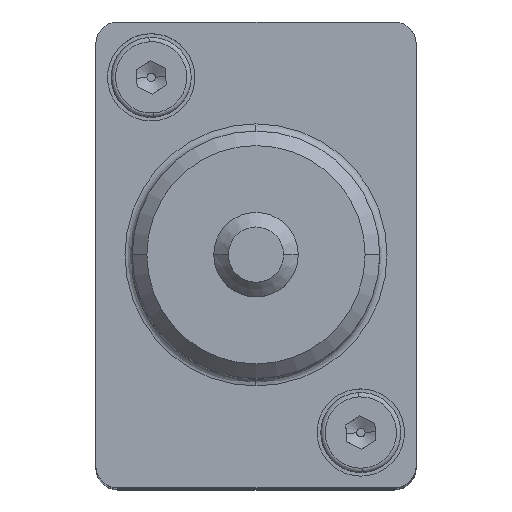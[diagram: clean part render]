
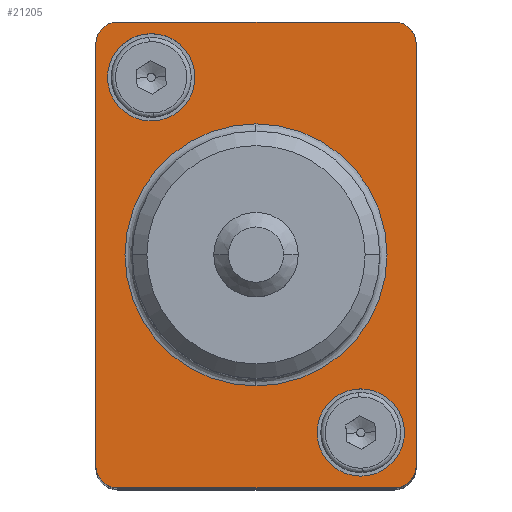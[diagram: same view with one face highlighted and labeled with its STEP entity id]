
A CAD part, top view. The second image highlights one B-rep face of the part: STEP entity #21205.
In plain terms, the highlighted face is planar.
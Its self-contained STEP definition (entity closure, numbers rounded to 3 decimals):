
#19961=CARTESIAN_POINT('',(7.2,3.75,15.2));
#19962=VERTEX_POINT('',#19961);
#19978=CARTESIAN_POINT('',(7.2,3.75,9.2));
#19979=VERTEX_POINT('',#19978);
#19986=CARTESIAN_POINT('',(7.2,3.75,12.2));
#19987=DIRECTION('',(0.0,-1.0,0.0));
#19988=DIRECTION('',(0.0,0.0,1.0));
#19989=AXIS2_PLACEMENT_3D('',#19986,#19987,#19988);
#19990=CIRCLE('',#19989,3.0);
#19991=EDGE_CURVE('',#19962,#19979,#19990,.T.);
#20003=CARTESIAN_POINT('',(-7.2,3.75,-9.2));
#20004=VERTEX_POINT('',#20003);
#20020=CARTESIAN_POINT('',(-7.2,3.75,-15.2));
#20021=VERTEX_POINT('',#20020);
#20028=CARTESIAN_POINT('',(-7.2,3.75,-12.2));
#20029=DIRECTION('',(0.0,-1.0,0.0));
#20030=DIRECTION('',(0.0,0.0,1.0));
#20031=AXIS2_PLACEMENT_3D('',#20028,#20029,#20030);
#20032=CIRCLE('',#20031,3.0);
#20033=EDGE_CURVE('',#20004,#20021,#20032,.T.);
#20045=CARTESIAN_POINT('',(-10.561,3.75,15.561));
#20046=VERTEX_POINT('',#20045);
#20062=CARTESIAN_POINT('',(-9.5,3.75,16.));
#20063=VERTEX_POINT('',#20062);
#20070=CARTESIAN_POINT('',(-9.5,3.75,14.5));
#20071=DIRECTION('',(0.0,-1.,0.0));
#20072=DIRECTION('',(-0.707,0.0,0.707));
#20073=AXIS2_PLACEMENT_3D('',#20070,#20071,#20072);
#20074=CIRCLE('',#20073,1.5);
#20075=EDGE_CURVE('',#20063,#20046,#20074,.T.);
#20087=CARTESIAN_POINT('',(-10.561,3.75,-15.561));
#20088=VERTEX_POINT('',#20087);
#20104=CARTESIAN_POINT('',(-11.0,3.75,-14.5));
#20105=VERTEX_POINT('',#20104);
#20112=CARTESIAN_POINT('',(-9.5,3.75,-14.5));
#20113=DIRECTION('',(0.0,-1.,0.0));
#20114=DIRECTION('',(-0.707,0.0,-0.707));
#20115=AXIS2_PLACEMENT_3D('',#20112,#20113,#20114);
#20116=CIRCLE('',#20115,1.5);
#20117=EDGE_CURVE('',#20105,#20088,#20116,.T.);
#20129=CARTESIAN_POINT('',(10.561,3.75,-15.561));
#20130=VERTEX_POINT('',#20129);
#20146=CARTESIAN_POINT('',(9.5,3.75,-16.0));
#20147=VERTEX_POINT('',#20146);
#20154=CARTESIAN_POINT('',(9.5,3.75,-14.5));
#20155=DIRECTION('',(0.0,-1.,0.0));
#20156=DIRECTION('',(0.707,0.0,-0.707));
#20157=AXIS2_PLACEMENT_3D('',#20154,#20155,#20156);
#20158=CIRCLE('',#20157,1.5);
#20159=EDGE_CURVE('',#20147,#20130,#20158,.T.);
#20171=CARTESIAN_POINT('',(10.561,3.75,15.561));
#20172=VERTEX_POINT('',#20171);
#20188=CARTESIAN_POINT('',(11.0,3.75,14.5));
#20189=VERTEX_POINT('',#20188);
#20196=CARTESIAN_POINT('',(9.5,3.75,14.5));
#20197=DIRECTION('',(0.0,-1.,0.0));
#20198=DIRECTION('',(0.707,0.0,0.707));
#20199=AXIS2_PLACEMENT_3D('',#20196,#20197,#20198);
#20200=CIRCLE('',#20199,1.5);
#20201=EDGE_CURVE('',#20189,#20172,#20200,.T.);
#20731=CARTESIAN_POINT('',(0.,3.75,9.));
#20732=VERTEX_POINT('',#20731);
#20758=CARTESIAN_POINT('',(0.,3.75,-9.));
#20759=VERTEX_POINT('',#20758);
#20767=CARTESIAN_POINT('',(-9.,3.75,0.));
#20768=VERTEX_POINT('',#20767);
#20769=CARTESIAN_POINT('',(0.,3.75,0.));
#20770=DIRECTION('',(0.0,1.0,0.0));
#20771=DIRECTION('',(1.0,0.0,0.0));
#20772=AXIS2_PLACEMENT_3D('',#20769,#20770,#20771);
#20773=CIRCLE('',#20772,9.0);
#20774=EDGE_CURVE('',#20759,#20768,#20773,.T.);
#20776=CARTESIAN_POINT('',(0.,3.75,0.));
#20777=DIRECTION('',(0.0,1.0,0.0));
#20778=DIRECTION('',(1.0,0.0,0.0));
#20779=AXIS2_PLACEMENT_3D('',#20776,#20777,#20778);
#20780=CIRCLE('',#20779,9.0);
#20781=EDGE_CURVE('',#20768,#20732,#20780,.T.);
#21096=CARTESIAN_POINT('',(0.,3.75,0.));
#21097=DIRECTION('',(0.0,1.0,0.0));
#21098=DIRECTION('',(1.0,0.0,0.0));
#21099=AXIS2_PLACEMENT_3D('',#21096,#21097,#21098);
#21100=CIRCLE('',#21099,9.0);
#21101=EDGE_CURVE('',#20732,#20759,#21100,.T.);
#21109=CARTESIAN_POINT('',(0.,3.75,0.));
#21110=DIRECTION('',(0.0,1.0,0.0));
#21111=DIRECTION('',(0.0,0.0,1.0));
#21112=AXIS2_PLACEMENT_3D('',#21109,#21110,#21111);
#21113=PLANE('',#21112);
#21114=ORIENTED_EDGE('',*,*,#20201,.F.);
#21115=CARTESIAN_POINT('',(11.0,3.75,-14.5));
#21116=VERTEX_POINT('',#21115);
#21117=CARTESIAN_POINT('',(11.0,3.75,-14.5));
#21118=DIRECTION('',(0.0,0.0,1.0));
#21119=VECTOR('',#21118,29.0);
#21120=LINE('',#21117,#21119);
#21121=EDGE_CURVE('',#21116,#20189,#21120,.T.);
#21122=ORIENTED_EDGE('',*,*,#21121,.F.);
#21123=CARTESIAN_POINT('',(9.5,3.75,-14.5));
#21124=DIRECTION('',(0.0,-1.,0.0));
#21125=DIRECTION('',(0.707,0.0,-0.707));
#21126=AXIS2_PLACEMENT_3D('',#21123,#21124,#21125);
#21127=CIRCLE('',#21126,1.5);
#21128=EDGE_CURVE('',#20130,#21116,#21127,.T.);
#21129=ORIENTED_EDGE('',*,*,#21128,.F.);
#21130=ORIENTED_EDGE('',*,*,#20159,.F.);
#21131=CARTESIAN_POINT('',(-9.5,3.75,-16.));
#21132=VERTEX_POINT('',#21131);
#21133=CARTESIAN_POINT('',(-9.5,3.75,-16.));
#21134=DIRECTION('',(1.0,0.0,0.0));
#21135=VECTOR('',#21134,19.0);
#21136=LINE('',#21133,#21135);
#21137=EDGE_CURVE('',#21132,#20147,#21136,.T.);
#21138=ORIENTED_EDGE('',*,*,#21137,.F.);
#21139=CARTESIAN_POINT('',(-9.5,3.75,-14.5));
#21140=DIRECTION('',(0.0,-1.,0.0));
#21141=DIRECTION('',(-0.707,0.0,-0.707));
#21142=AXIS2_PLACEMENT_3D('',#21139,#21140,#21141);
#21143=CIRCLE('',#21142,1.5);
#21144=EDGE_CURVE('',#20088,#21132,#21143,.T.);
#21145=ORIENTED_EDGE('',*,*,#21144,.F.);
#21146=ORIENTED_EDGE('',*,*,#20117,.F.);
#21147=CARTESIAN_POINT('',(-11.0,3.75,14.5));
#21148=VERTEX_POINT('',#21147);
#21149=CARTESIAN_POINT('',(-11.0,3.75,14.5));
#21150=DIRECTION('',(0.0,0.0,-1.0));
#21151=VECTOR('',#21150,29.);
#21152=LINE('',#21149,#21151);
#21153=EDGE_CURVE('',#21148,#20105,#21152,.T.);
#21154=ORIENTED_EDGE('',*,*,#21153,.F.);
#21155=CARTESIAN_POINT('',(-9.5,3.75,14.5));
#21156=DIRECTION('',(0.0,-1.,0.0));
#21157=DIRECTION('',(-0.707,0.0,0.707));
#21158=AXIS2_PLACEMENT_3D('',#21155,#21156,#21157);
#21159=CIRCLE('',#21158,1.5);
#21160=EDGE_CURVE('',#20046,#21148,#21159,.T.);
#21161=ORIENTED_EDGE('',*,*,#21160,.F.);
#21162=ORIENTED_EDGE('',*,*,#20075,.F.);
#21163=CARTESIAN_POINT('',(9.5,3.75,16.));
#21164=VERTEX_POINT('',#21163);
#21165=CARTESIAN_POINT('',(9.5,3.75,16.));
#21166=DIRECTION('',(-1.0,0.0,0.0));
#21167=VECTOR('',#21166,19.0);
#21168=LINE('',#21165,#21167);
#21169=EDGE_CURVE('',#21164,#20063,#21168,.T.);
#21170=ORIENTED_EDGE('',*,*,#21169,.F.);
#21171=CARTESIAN_POINT('',(9.5,3.75,14.5));
#21172=DIRECTION('',(0.0,-1.,0.0));
#21173=DIRECTION('',(0.707,0.0,0.707));
#21174=AXIS2_PLACEMENT_3D('',#21171,#21172,#21173);
#21175=CIRCLE('',#21174,1.5);
#21176=EDGE_CURVE('',#20172,#21164,#21175,.T.);
#21177=ORIENTED_EDGE('',*,*,#21176,.F.);
#21178=EDGE_LOOP('',(#21114,#21122,#21129,#21130,#21138,#21145,#21146,#21154,#21161,#21162,#21170,#21177));
#21179=FACE_OUTER_BOUND('',#21178,.T.);
#21180=ORIENTED_EDGE('',*,*,#19991,.T.);
#21181=CARTESIAN_POINT('',(7.2,3.75,12.2));
#21182=DIRECTION('',(0.0,-1.0,0.0));
#21183=DIRECTION('',(0.0,0.0,1.0));
#21184=AXIS2_PLACEMENT_3D('',#21181,#21182,#21183);
#21185=CIRCLE('',#21184,3.0);
#21186=EDGE_CURVE('',#19979,#19962,#21185,.T.);
#21187=ORIENTED_EDGE('',*,*,#21186,.T.);
#21188=EDGE_LOOP('',(#21180,#21187));
#21189=FACE_BOUND('',#21188,.T.);
#21190=ORIENTED_EDGE('',*,*,#20033,.T.);
#21191=CARTESIAN_POINT('',(-7.2,3.75,-12.2));
#21192=DIRECTION('',(0.0,-1.0,0.0));
#21193=DIRECTION('',(0.0,0.0,1.0));
#21194=AXIS2_PLACEMENT_3D('',#21191,#21192,#21193);
#21195=CIRCLE('',#21194,3.0);
#21196=EDGE_CURVE('',#20021,#20004,#21195,.T.);
#21197=ORIENTED_EDGE('',*,*,#21196,.T.);
#21198=EDGE_LOOP('',(#21190,#21197));
#21199=FACE_BOUND('',#21198,.T.);
#21200=ORIENTED_EDGE('',*,*,#20781,.F.);
#21201=ORIENTED_EDGE('',*,*,#20774,.F.);
#21202=ORIENTED_EDGE('',*,*,#21101,.F.);
#21203=EDGE_LOOP('',(#21200,#21201,#21202));
#21204=FACE_BOUND('',#21203,.T.);
#21205=ADVANCED_FACE('',(#21179,#21189,#21199,#21204),#21113,.T.);
